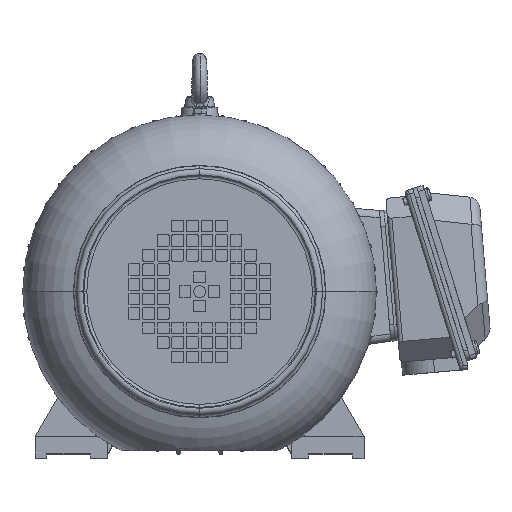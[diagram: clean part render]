
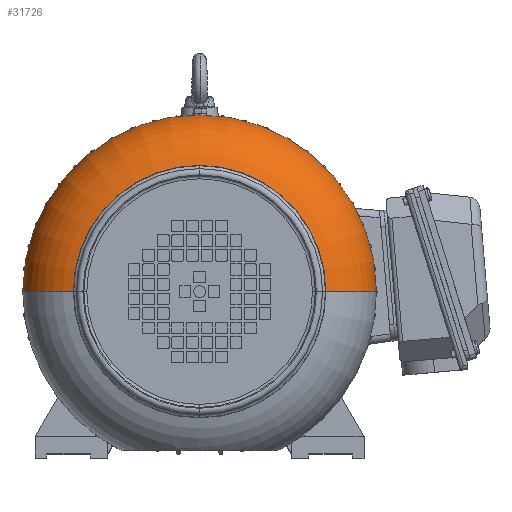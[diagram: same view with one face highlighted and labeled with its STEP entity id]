
A CAD part, top view. The second image highlights one B-rep face of the part: STEP entity #31726.
In plain terms, the highlighted toroidal (fillet/blend) face has major radius 75.5 mm and minor radius 46 mm.
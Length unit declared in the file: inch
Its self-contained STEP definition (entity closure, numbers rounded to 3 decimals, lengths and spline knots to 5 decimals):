
#104 = FACE_OUTER_BOUND ( 'NONE', #30539, .T. ) ;
#2287 = CARTESIAN_POINT ( 'NONE',  ( -7.97351, 14.62174, 3.85636 ) ) ;
#3051 = AXIS2_PLACEMENT_3D ( 'NONE', #12195, #31416, #60687 ) ;
#4122 = VERTEX_POINT ( 'NONE', #7945 ) ;
#6139 = TOROIDAL_SURFACE ( 'NONE', #52685, 2.97244, 1.81102 ) ;
#6325 = VERTEX_POINT ( 'NONE', #2287 ) ;
#6566 = CARTESIAN_POINT ( 'NONE',  ( -3.19005, 14.62174, 3.85636 ) ) ;
#6951 = ORIENTED_EDGE ( 'NONE', *, *, #24347, .T. ) ;
#7525 = CIRCLE ( 'NONE', #23618, 3.41514 ) ;
#7945 = CARTESIAN_POINT ( 'NONE',  ( 0.22509, 14.62174, 5.61244 ) ) ;
#9499 = CIRCLE ( 'NONE', #40087, 4.78346 ) ;
#9808 = ORIENTED_EDGE ( 'NONE', *, *, #12761, .T. ) ;
#12195 = CARTESIAN_POINT ( 'NONE',  ( -6.16249, 14.62174, 3.85636 ) ) ;
#12387 = DIRECTION ( 'NONE',  ( 0., 0., -1. ) ) ;
#12761 = EDGE_CURVE ( 'NONE', #24786, #6325, #9499, .T. ) ;
#15817 = EDGE_CURVE ( 'NONE', #24786, #4122, #31961, .T. ) ;
#16749 = AXIS2_PLACEMENT_3D ( 'NONE', #50528, #21908, #55340 ) ;
#21908 = DIRECTION ( 'NONE',  ( 0., -1., 0. ) ) ;
#22413 = CARTESIAN_POINT ( 'NONE',  ( 1.59342, 14.62174, 3.85636 ) ) ;
#23618 = AXIS2_PLACEMENT_3D ( 'NONE', #31619, #12387, #50438 ) ;
#24347 = EDGE_CURVE ( 'NONE', #54880, #4122, #7525, .T. ) ;
#24786 = VERTEX_POINT ( 'NONE', #22413 ) ;
#30539 = EDGE_LOOP ( 'NONE', ( #9808, #43507, #6951, #45844 ) ) ;
#30813 = DIRECTION ( 'NONE',  ( 1., 0., 0. ) ) ;
#31416 = DIRECTION ( 'NONE',  ( 0., 1., 0. ) ) ;
#31619 = CARTESIAN_POINT ( 'NONE',  ( -3.19005, 14.62174, 5.61244 ) ) ;
#31726 = ADVANCED_FACE ( 'NONE', ( #104 ), #6139, .T. ) ;
#31860 = EDGE_CURVE ( 'NONE', #6325, #54880, #38286, .T. ) ;
#31961 = CIRCLE ( 'NONE', #16749, 1.81102 ) ;
#36103 = CARTESIAN_POINT ( 'NONE',  ( -3.19005, 14.62174, 3.85636 ) ) ;
#38286 = CIRCLE ( 'NONE', #3051, 1.81102 ) ;
#40087 = AXIS2_PLACEMENT_3D ( 'NONE', #36103, #50733, #60355 ) ;
#43507 = ORIENTED_EDGE ( 'NONE', *, *, #31860, .T. ) ;
#45203 = DIRECTION ( 'NONE',  ( 0., 0., 1. ) ) ;
#45844 = ORIENTED_EDGE ( 'NONE', *, *, #15817, .F. ) ;
#50438 = DIRECTION ( 'NONE',  ( -1., 0., 0. ) ) ;
#50528 = CARTESIAN_POINT ( 'NONE',  ( -0.21761, 14.62174, 3.85636 ) ) ;
#50733 = DIRECTION ( 'NONE',  ( 0., 0., 1. ) ) ;
#52379 = CARTESIAN_POINT ( 'NONE',  ( -6.60519, 14.62174, 5.61244 ) ) ;
#52685 = AXIS2_PLACEMENT_3D ( 'NONE', #6566, #45203, #30813 ) ;
#54880 = VERTEX_POINT ( 'NONE', #52379 ) ;
#55340 = DIRECTION ( 'NONE',  ( 0., 0., -1. ) ) ;
#60355 = DIRECTION ( 'NONE',  ( 1., 0., 0. ) ) ;
#60687 = DIRECTION ( 'NONE',  ( -1., 0., 0. ) ) ;
